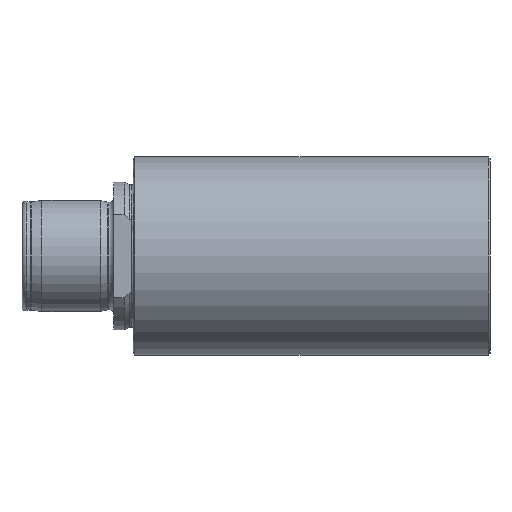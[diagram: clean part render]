
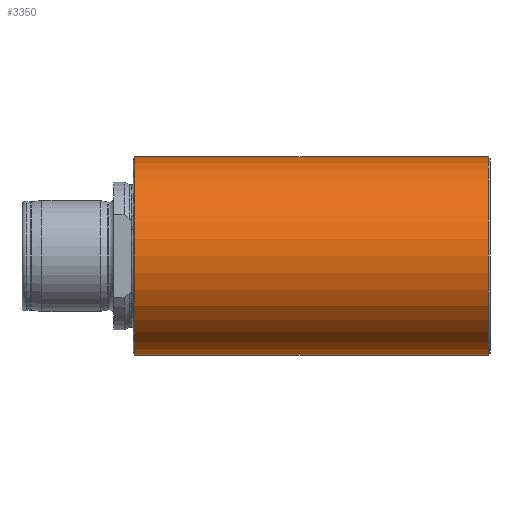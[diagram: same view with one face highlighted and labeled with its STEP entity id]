
A CAD part, front view. The second image highlights one B-rep face of the part: STEP entity #3350.
In plain terms, the highlighted cylindrical face has radius 12.5 mm (diameter 25 mm), a partial arc.
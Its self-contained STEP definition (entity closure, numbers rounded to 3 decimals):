
#102 = VECTOR ( 'NONE', #803, 1000. ) ;
#162 = EDGE_LOOP ( 'NONE', ( #3571, #3473, #3373, #3327 ) ) ;
#289 = FACE_OUTER_BOUND ( 'NONE', #162, .T. ) ;
#298 = LINE ( 'NONE', #400, #102 ) ;
#374 = VERTEX_POINT ( 'NONE', #2724 ) ;
#400 = CARTESIAN_POINT ( 'NONE',  ( -7.756, 0., -12.5 ) ) ;
#447 = EDGE_CURVE ( 'NONE', #2084, #374, #298, .T. ) ;
#508 = EDGE_CURVE ( 'NONE', #2058, #3772, #2969, .T. ) ;
#660 = CIRCLE ( 'NONE', #3918, 12.5 ) ;
#735 = DIRECTION ( 'NONE',  ( -1., 0., 0. ) ) ;
#803 = DIRECTION ( 'NONE',  ( -1., 0., 0. ) ) ;
#945 = CARTESIAN_POINT ( 'NONE',  ( -7.756, 0., 12.5 ) ) ;
#1175 = CARTESIAN_POINT ( 'NONE',  ( -7.756, 0., 0. ) ) ;
#1465 = AXIS2_PLACEMENT_3D ( 'NONE', #1175, #2521, #2849 ) ;
#1672 = CIRCLE ( 'NONE', #4027, 12.5 ) ;
#1809 = EDGE_CURVE ( 'NONE', #2084, #2058, #1672, .T. ) ;
#1838 = EDGE_CURVE ( 'NONE', #374, #3772, #660, .T. ) ;
#2027 = CYLINDRICAL_SURFACE ( 'NONE', #1465, 12.5 ) ;
#2043 = CARTESIAN_POINT ( 'NONE',  ( 14.2, 0., 12.5 ) ) ;
#2058 = VERTEX_POINT ( 'NONE', #3880 ) ;
#2084 = VERTEX_POINT ( 'NONE', #3943 ) ;
#2203 = CARTESIAN_POINT ( 'NONE',  ( 58.8, 0., 0. ) ) ;
#2215 = DIRECTION ( 'NONE',  ( -1., 0., 0. ) ) ;
#2221 = DIRECTION ( 'NONE',  ( 0., 0., 1. ) ) ;
#2488 = CARTESIAN_POINT ( 'NONE',  ( 14.2, 0., 0. ) ) ;
#2494 = DIRECTION ( 'NONE',  ( -1., 0., 0. ) ) ;
#2496 = DIRECTION ( 'NONE',  ( 0., 0., 1. ) ) ;
#2521 = DIRECTION ( 'NONE',  ( -1., 0., 0. ) ) ;
#2724 = CARTESIAN_POINT ( 'NONE',  ( 14.2, 0., -12.5 ) ) ;
#2849 = DIRECTION ( 'NONE',  ( 0., 0., 1. ) ) ;
#2969 = LINE ( 'NONE', #945, #3011 ) ;
#3011 = VECTOR ( 'NONE', #735, 1000. ) ;
#3327 = ORIENTED_EDGE ( 'NONE', *, *, #1838, .F. ) ;
#3350 = ADVANCED_FACE ( 'NONE', ( #289 ), #2027, .T. ) ;
#3373 = ORIENTED_EDGE ( 'NONE', *, *, #508, .T. ) ;
#3473 = ORIENTED_EDGE ( 'NONE', *, *, #1809, .T. ) ;
#3571 = ORIENTED_EDGE ( 'NONE', *, *, #447, .F. ) ;
#3772 = VERTEX_POINT ( 'NONE', #2043 ) ;
#3880 = CARTESIAN_POINT ( 'NONE',  ( 58.8, 0., 12.5 ) ) ;
#3918 = AXIS2_PLACEMENT_3D ( 'NONE', #2488, #2494, #2496 ) ;
#3943 = CARTESIAN_POINT ( 'NONE',  ( 58.8, 0., -12.5 ) ) ;
#4027 = AXIS2_PLACEMENT_3D ( 'NONE', #2203, #2215, #2221 ) ;
